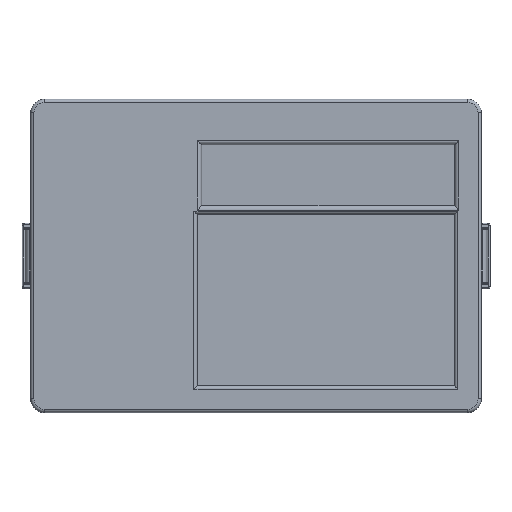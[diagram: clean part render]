
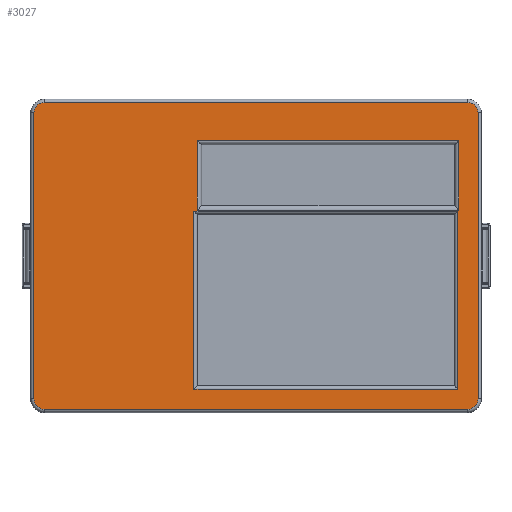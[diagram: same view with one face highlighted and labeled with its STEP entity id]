
A CAD part, top view. The second image highlights one B-rep face of the part: STEP entity #3027.
In plain terms, the highlighted planar face has unit normal (0, 0, 1).
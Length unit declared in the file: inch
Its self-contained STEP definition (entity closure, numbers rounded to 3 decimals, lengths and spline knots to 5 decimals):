
#47=FACE_BOUND('',#1008,.T.);
#48=FACE_BOUND('',#1009,.T.);
#97=PLANE('',#3388);
#254=LINE('',#5160,#484);
#268=LINE('',#5335,#498);
#303=LINE('',#5484,#533);
#305=LINE('',#5492,#535);
#307=LINE('',#5498,#537);
#310=LINE('',#5504,#540);
#316=LINE('',#5521,#546);
#317=LINE('',#5525,#547);
#318=LINE('',#5528,#548);
#319=LINE('',#5530,#549);
#320=LINE('',#5532,#550);
#321=LINE('',#5533,#551);
#484=VECTOR('',#4001,0.3937);
#498=VECTOR('',#4053,0.3937);
#533=VECTOR('',#4248,0.3937);
#535=VECTOR('',#4256,0.3937);
#537=VECTOR('',#4262,0.3937);
#540=VECTOR('',#4269,0.3937);
#546=VECTOR('',#4285,0.3937);
#547=VECTOR('',#4290,0.3937);
#548=VECTOR('',#4291,0.3937);
#549=VECTOR('',#4292,0.3937);
#550=VECTOR('',#4293,0.3937);
#551=VECTOR('',#4294,0.3937);
#819=FACE_OUTER_BOUND('',#1007,.T.);
#1007=EDGE_LOOP('',(#2709,#2710,#2711,#2712,#2713,#2714,#2715,#2716));
#1008=EDGE_LOOP('',(#2717,#2718,#2719,#2720));
#1009=EDGE_LOOP('',(#2721,#2722,#2723,#2724));
#1223=CIRCLE('',#3389,0.095);
#1224=CIRCLE('',#3390,0.095);
#1225=CIRCLE('',#3391,0.095);
#1226=CIRCLE('',#3392,0.095);
#1409=VERTEX_POINT('',#5157);
#1410=VERTEX_POINT('',#5159);
#1433=VERTEX_POINT('',#5332);
#1434=VERTEX_POINT('',#5334);
#1467=VERTEX_POINT('',#5482);
#1468=VERTEX_POINT('',#5483);
#1471=VERTEX_POINT('',#5491);
#1473=VERTEX_POINT('',#5497);
#1478=VERTEX_POINT('',#5516);
#1479=VERTEX_POINT('',#5518);
#1480=VERTEX_POINT('',#5520);
#1481=VERTEX_POINT('',#5523);
#1482=VERTEX_POINT('',#5526);
#1483=VERTEX_POINT('',#5527);
#1484=VERTEX_POINT('',#5529);
#1485=VERTEX_POINT('',#5531);
#1776=EDGE_CURVE('',#1409,#1410,#254,.T.);
#1809=EDGE_CURVE('',#1433,#1434,#268,.T.);
#1883=EDGE_CURVE('',#1467,#1468,#303,.T.);
#1887=EDGE_CURVE('',#1468,#1471,#305,.T.);
#1890=EDGE_CURVE('',#1471,#1473,#307,.T.);
#1894=EDGE_CURVE('',#1473,#1467,#310,.T.);
#1900=EDGE_CURVE('',#1410,#1478,#1223,.T.);
#1901=EDGE_CURVE('',#1479,#1409,#1224,.T.);
#1902=EDGE_CURVE('',#1480,#1479,#316,.T.);
#1903=EDGE_CURVE('',#1434,#1480,#1225,.T.);
#1904=EDGE_CURVE('',#1481,#1433,#1226,.T.);
#1905=EDGE_CURVE('',#1478,#1481,#317,.T.);
#1906=EDGE_CURVE('',#1482,#1483,#318,.T.);
#1907=EDGE_CURVE('',#1484,#1482,#319,.T.);
#1908=EDGE_CURVE('',#1485,#1484,#320,.T.);
#1909=EDGE_CURVE('',#1483,#1485,#321,.T.);
#2709=ORIENTED_EDGE('',*,*,#1900,.F.);
#2710=ORIENTED_EDGE('',*,*,#1776,.F.);
#2711=ORIENTED_EDGE('',*,*,#1901,.F.);
#2712=ORIENTED_EDGE('',*,*,#1902,.F.);
#2713=ORIENTED_EDGE('',*,*,#1903,.F.);
#2714=ORIENTED_EDGE('',*,*,#1809,.F.);
#2715=ORIENTED_EDGE('',*,*,#1904,.F.);
#2716=ORIENTED_EDGE('',*,*,#1905,.F.);
#2717=ORIENTED_EDGE('',*,*,#1906,.F.);
#2718=ORIENTED_EDGE('',*,*,#1907,.F.);
#2719=ORIENTED_EDGE('',*,*,#1908,.F.);
#2720=ORIENTED_EDGE('',*,*,#1909,.F.);
#2721=ORIENTED_EDGE('',*,*,#1883,.F.);
#2722=ORIENTED_EDGE('',*,*,#1894,.F.);
#2723=ORIENTED_EDGE('',*,*,#1890,.F.);
#2724=ORIENTED_EDGE('',*,*,#1887,.F.);
#3027=ADVANCED_FACE('',(#819,#47,#48),#97,.T.);
#3388=AXIS2_PLACEMENT_3D('',#5515,#4279,#4280);
#3389=AXIS2_PLACEMENT_3D('',#5517,#4281,#4282);
#3390=AXIS2_PLACEMENT_3D('',#5519,#4283,#4284);
#3391=AXIS2_PLACEMENT_3D('',#5522,#4286,#4287);
#3392=AXIS2_PLACEMENT_3D('',#5524,#4288,#4289);
#4001=DIRECTION('',(0.,-1.,0.));
#4053=DIRECTION('',(0.,1.,0.));
#4248=DIRECTION('',(0.,1.,0.));
#4256=DIRECTION('',(-1.,0.,0.));
#4262=DIRECTION('',(0.,-1.,0.));
#4269=DIRECTION('',(1.,0.,0.));
#4279=DIRECTION('center_axis',(0.,0.,1.));
#4280=DIRECTION('ref_axis',(1.,0.,0.));
#4281=DIRECTION('center_axis',(0.,0.,-1.));
#4282=DIRECTION('ref_axis',(0.707,-0.707,0.));
#4283=DIRECTION('center_axis',(0.,0.,-1.));
#4284=DIRECTION('ref_axis',(0.707,0.707,0.));
#4285=DIRECTION('',(1.,0.,0.));
#4286=DIRECTION('center_axis',(0.,0.,-1.));
#4287=DIRECTION('ref_axis',(-0.707,0.707,0.));
#4288=DIRECTION('center_axis',(0.,0.,-1.));
#4289=DIRECTION('ref_axis',(-0.707,-0.707,0.));
#4290=DIRECTION('',(-1.,0.,0.));
#4291=DIRECTION('',(1.,0.,0.));
#4292=DIRECTION('',(0.,-1.,0.));
#4293=DIRECTION('',(-1.,0.,0.));
#4294=DIRECTION('',(0.,1.,0.));
#5157=CARTESIAN_POINT('',(-1.1985,1.07001,-2.14557));
#5159=CARTESIAN_POINT('',(-1.1985,-1.55699,-2.14557));
#5160=CARTESIAN_POINT('',(-1.1985,-0.96274,-2.14557));
#5332=CARTESIAN_POINT('',(-5.2755,-1.55699,-2.14557));
#5334=CARTESIAN_POINT('',(-5.2755,1.07001,-2.14557));
#5335=CARTESIAN_POINT('',(-5.2755,0.47576,-2.14557));
#5482=CARTESIAN_POINT('',(-1.37416,0.17706,-2.14557));
#5483=CARTESIAN_POINT('',(-1.37416,0.81611,-2.14557));
#5484=CARTESIAN_POINT('',(-1.37416,0.26631,-2.14557));
#5491=CARTESIAN_POINT('',(-3.777,0.81611,-2.14557));
#5492=CARTESIAN_POINT('',(-3.487,0.81611,-2.14557));
#5497=CARTESIAN_POINT('',(-3.777,0.17706,-2.14557));
#5498=CARTESIAN_POINT('',(-3.777,-0.01322,-2.14557));
#5504=CARTESIAN_POINT('',(-2.32558,0.17706,-2.14557));
#5515=CARTESIAN_POINT('Origin',(-3.237,-0.24349,-2.14557));
#5516=CARTESIAN_POINT('',(-1.2935,-1.65199,-2.14557));
#5517=CARTESIAN_POINT('Origin',(-1.2935,-1.55699,-2.14557));
#5518=CARTESIAN_POINT('',(-1.2935,1.16501,-2.14557));
#5519=CARTESIAN_POINT('Origin',(-1.2935,1.07001,-2.14557));
#5520=CARTESIAN_POINT('',(-5.1805,1.16501,-2.14557));
#5521=CARTESIAN_POINT('',(-2.20275,1.16501,-2.14557));
#5522=CARTESIAN_POINT('Origin',(-5.1805,1.07001,-2.14557));
#5523=CARTESIAN_POINT('',(-5.1805,-1.65199,-2.14557));
#5524=CARTESIAN_POINT('Origin',(-5.1805,-1.55699,-2.14557));
#5525=CARTESIAN_POINT('',(-4.27125,-1.65199,-2.14557));
#5526=CARTESIAN_POINT('',(-3.80637,-1.46649,-2.14557));
#5527=CARTESIAN_POINT('',(-1.38416,-1.46649,-2.14557));
#5528=CARTESIAN_POINT('',(-2.32558,-1.46649,-2.14557));
#5529=CARTESIAN_POINT('',(-3.80637,0.16832,-2.14557));
#5530=CARTESIAN_POINT('',(-3.80637,-0.83999,-2.14557));
#5531=CARTESIAN_POINT('',(-1.38416,0.16832,-2.14557));
#5532=CARTESIAN_POINT('',(-3.50668,0.16832,-2.14557));
#5533=CARTESIAN_POINT('',(-1.38416,-0.05259,-2.14557));
